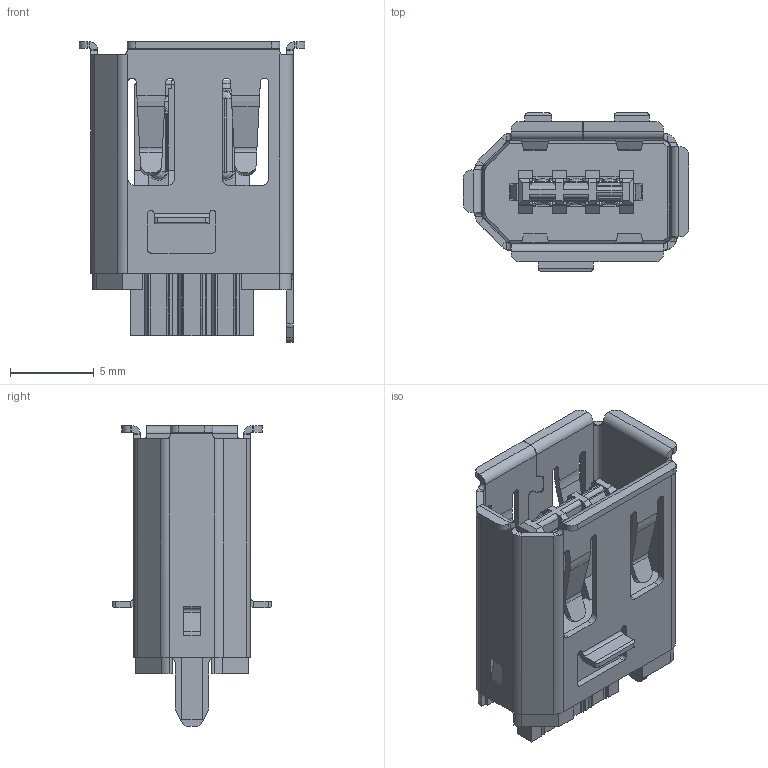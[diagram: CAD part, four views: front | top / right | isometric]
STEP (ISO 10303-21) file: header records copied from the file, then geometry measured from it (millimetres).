
FILE_DESCRIPTION( ('This file contains a STEP AP42 implementation' ,'as created by ZW3D STEP Interface translator.') ,'2;1' );
FILE_NAME( 'B6131-06MS0ABA1.stp' ,'231025.103450', (''), ('ZWCAD Software Co.'), 'Version 1.0', 'ZW3D to STEP translator', '' );
FILE_SCHEMA(('AUTOMOTIVE_DESIGN { 1 0 10303 214 1 1 1 1 }'));
Length unit declared in the file: millimetre
Products named in the file (2): 0; 6P 鼠芛180僅爾盄宒-G
Bounding box: 13.5 x 9.5 x 18 mm (x, y, z)
Volume: 560.3 mm3; surface area: 2067.8 mm2
Topology: 1 solids, 7 shells, 1505 faces, 4168 edges, 2624 vertices
Faces by surface type: plane 957, cylinder 330, bspline 194, cone 24
Entity records: 50651 total; most frequent: CARTESIAN_POINT 11308, ORIENTED_EDGE 8360, DIRECTION 7283, EDGE_CURVE 4168, VECTOR 3183, LINE 3183, VERTEX_POINT 2624, AXIS2_PLACEMENT_3D 2050
